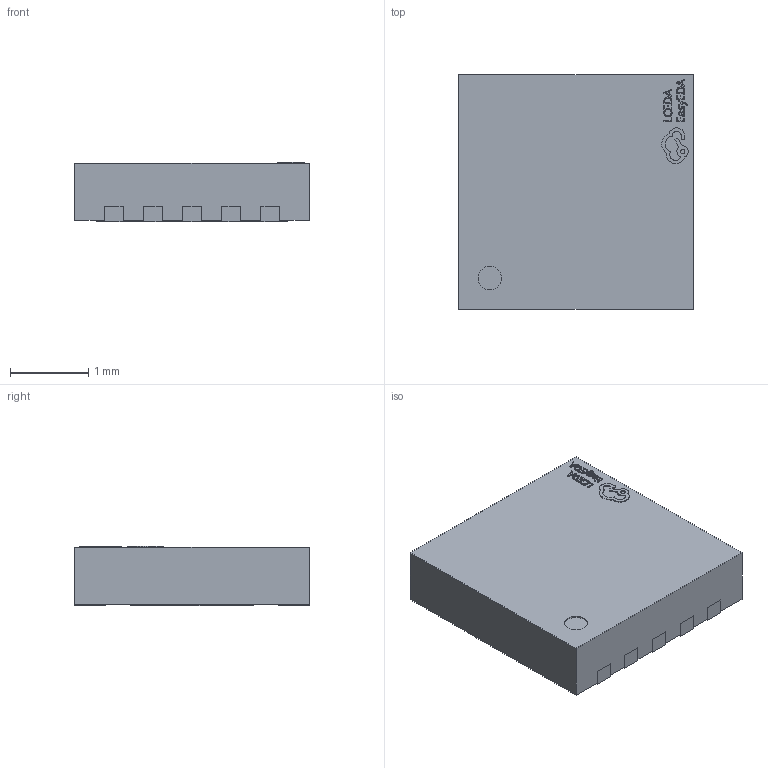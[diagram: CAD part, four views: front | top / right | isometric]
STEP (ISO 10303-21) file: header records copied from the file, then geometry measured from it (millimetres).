
FILE_DESCRIPTION (( 'STEP AP214' ), '1' );
FILE_NAME ('DFN-10_L3.0-W3.0-P0.50-BL-EP-3.step', '2022-06-30T13:03:24', ( '' ), ( '' ), 'SwSTEP 2.0', 'SolidWorks 2020', '' );
FILE_SCHEMA (( 'AUTOMOTIVE_DESIGN' ));
Length unit declared in the file: millimetre
Products named in the file (1): DFN-10_L3.0-W3.0-P0.50-BL-EP-3
Bounding box: 3 x 3 x 0.76 mm (x, y, z)
Volume: 6.7 mm3; surface area: 27.4 mm2
Topology: 1 solids, 1 shells, 358 faces, 984 edges, 656 vertices
Faces by surface type: plane 244, bspline 112, cylinder 2
Entity records: 15789 total; most frequent: CARTESIAN_POINT 4103, ORIENTED_EDGE 1968, DIRECTION 1254, EDGE_CURVE 984, VECTOR 752, LINE 752, VERTEX_POINT 656, EDGE_LOOP 386
